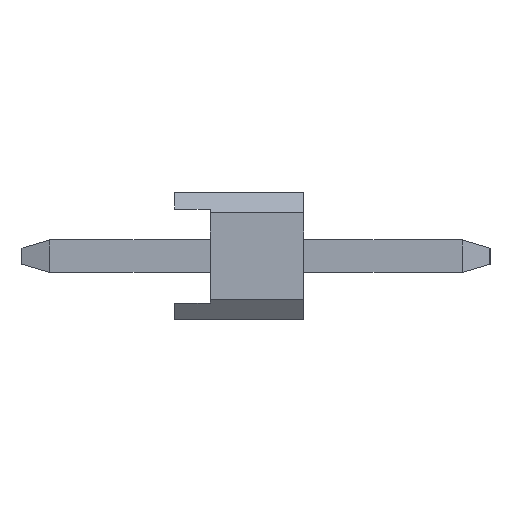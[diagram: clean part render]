
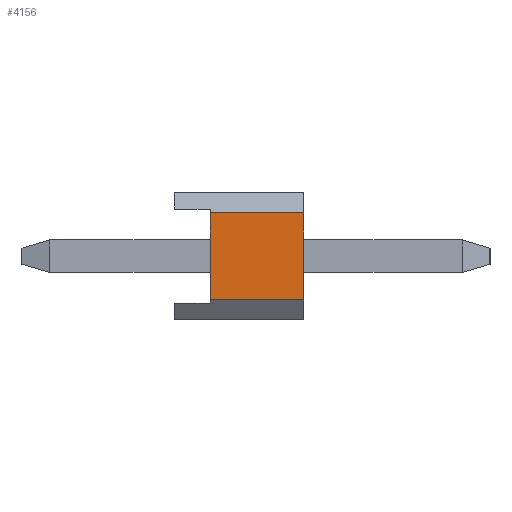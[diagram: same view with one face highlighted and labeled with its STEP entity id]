
A CAD part, left-side view. The second image highlights one B-rep face of the part: STEP entity #4156.
In plain terms, the highlighted planar face has unit normal (-1, 0, 0).
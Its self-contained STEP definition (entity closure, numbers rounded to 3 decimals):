
#1706=EDGE_CURVE('',#2962,#2430,#4795,.T.);
#1790=VERTEX_POINT('',#4891);
#2430=VERTEX_POINT('',#5593);
#2684=EDGE_CURVE('',#3126,#1790,#5875,.T.);
#2962=VERTEX_POINT('',#6182);
#3126=VERTEX_POINT('',#6356);
#3672=EDGE_CURVE('',#1790,#2430,#6958,.T.);
#4156=ADVANCED_FACE('',(#7503),#7504,.T.);
#4180=EDGE_CURVE('',#2962,#3126,#7529,.T.);
#4795=LINE('',#8255,#8256);
#4891=CARTESIAN_POINT('',(-12.6,-2.54,-0.851));
#5593=CARTESIAN_POINT('',(-12.6,-2.54,0.851));
#5875=LINE('',#9805,#9806);
#6182=CARTESIAN_POINT('',(-12.6,-0.7,0.851));
#6356=CARTESIAN_POINT('',(-12.6,-0.7,-0.851));
#6958=LINE('',#11382,#11383);
#7503=FACE_OUTER_BOUND('',#12160,.T.);
#7504=PLANE('',#12161);
#7529=LINE('',#12201,#12202);
#8255=CARTESIAN_POINT('',(-12.6,0.,0.851));
#8256=VECTOR('',#13038,1.0);
#9805=CARTESIAN_POINT('',(-12.6,0.,-0.851));
#9806=VECTOR('',#14123,1.0);
#11382=CARTESIAN_POINT('',(-12.6,-2.54,0.851));
#11383=VECTOR('',#15158,1.0);
#12160=EDGE_LOOP('',(#15808,#15809,#15810,#15811));
#12161=AXIS2_PLACEMENT_3D('',#15812,#15813,#15814);
#12201=CARTESIAN_POINT('',(-12.6,-0.7,-0.426));
#12202=VECTOR('',#15830,1.0);
#13038=DIRECTION('',(0.0,-1.0,0.));
#14123=DIRECTION('',(0.0,-1.0,0.));
#15158=DIRECTION('',(0.0,0.,1.0));
#15808=ORIENTED_EDGE('',*,*,#4180,.T.);
#15809=ORIENTED_EDGE('',*,*,#2684,.T.);
#15810=ORIENTED_EDGE('',*,*,#3672,.T.);
#15811=ORIENTED_EDGE('',*,*,#1706,.F.);
#15812=CARTESIAN_POINT('',(-12.6,0.,-0.851));
#15813=DIRECTION('',(-1.0,0.0,0.0));
#15814=DIRECTION('',(0.0,0.,-1.0));
#15830=DIRECTION('',(0.0,0.,-1.0));
